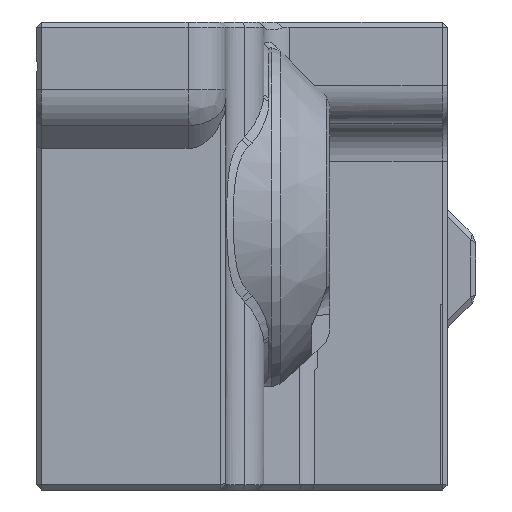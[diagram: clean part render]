
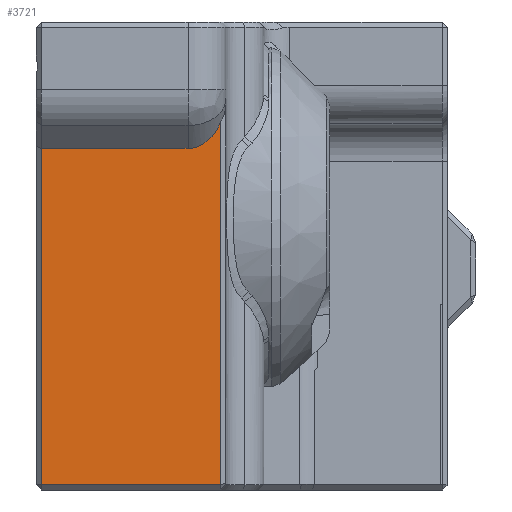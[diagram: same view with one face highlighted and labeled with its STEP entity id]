
A CAD part, left-side view. The second image highlights one B-rep face of the part: STEP entity #3721.
In plain terms, the highlighted planar face has unit normal (-1, 0, 0).
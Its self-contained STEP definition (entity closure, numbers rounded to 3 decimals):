
#331=ELLIPSE('',#4019,4.243,3.);
#413=FACE_OUTER_BOUND('',#649,.T.);
#649=EDGE_LOOP('',(#2689,#2690,#2691,#2692,#2693));
#909=LINE('',#5583,#1248);
#911=LINE('',#5615,#1250);
#948=LINE('',#5784,#1287);
#949=LINE('',#5786,#1288);
#1248=VECTOR('',#4458,10.);
#1250=VECTOR('',#4472,10.);
#1287=VECTOR('',#4599,10.);
#1288=VECTOR('',#4602,14.2);
#1602=VERTEX_POINT('',#5570);
#1607=VERTEX_POINT('',#5581);
#1612=VERTEX_POINT('',#5614);
#1650=VERTEX_POINT('',#5782);
#1651=VERTEX_POINT('',#5783);
#1972=EDGE_CURVE('',#1607,#1602,#909,.T.);
#1978=EDGE_CURVE('',#1602,#1612,#911,.T.);
#2044=EDGE_CURVE('',#1650,#1651,#948,.T.);
#2045=EDGE_CURVE('',#1612,#1650,#331,.T.);
#2046=EDGE_CURVE('',#1651,#1607,#949,.T.);
#2689=ORIENTED_EDGE('',*,*,#2044,.F.);
#2690=ORIENTED_EDGE('',*,*,#2045,.F.);
#2691=ORIENTED_EDGE('',*,*,#1978,.F.);
#2692=ORIENTED_EDGE('',*,*,#1972,.F.);
#2693=ORIENTED_EDGE('',*,*,#2046,.F.);
#3564=PLANE('',#4018);
#3721=ADVANCED_FACE('',(#413),#3564,.F.);
#4018=AXIS2_PLACEMENT_3D('',#5781,#4597,#4598);
#4019=AXIS2_PLACEMENT_3D('',#5785,#4600,#4601);
#4458=DIRECTION('',(0.,0.,1.));
#4472=DIRECTION('',(0.,-1.,0.));
#4597=DIRECTION('center_axis',(1.,0.,0.));
#4598=DIRECTION('ref_axis',(0.,0.,-1.));
#4599=DIRECTION('',(0.,0.,-1.));
#4600=DIRECTION('center_axis',(-1.,0.,0.));
#4601=DIRECTION('ref_axis',(0.,0.,
-1.));
#4602=DIRECTION('',(0.,1.,0.));
#5570=CARTESIAN_POINT('',(246.575,55.1,22.));
#5581=CARTESIAN_POINT('',(246.575,55.1,-4.6));
#5583=CARTESIAN_POINT('',(246.575,55.1,13.5));
#5614=CARTESIAN_POINT('',(246.575,43.5,22.));
#5615=CARTESIAN_POINT('',(246.575,48.,22.));
#5781=CARTESIAN_POINT('Origin',(246.575,55.5,-5.));
#5782=CARTESIAN_POINT('',(246.575,40.9,24.126));
#5783=CARTESIAN_POINT('',(246.575,40.9,-4.6));
#5784=CARTESIAN_POINT('',(246.575,40.9,13.5));
#5785=CARTESIAN_POINT('Origin',(246.575,43.5,26.243));
#5786=CARTESIAN_POINT('',(246.575,40.9,-4.6));
